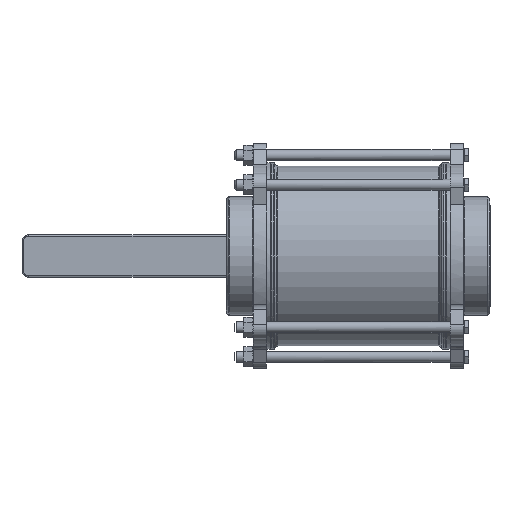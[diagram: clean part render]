
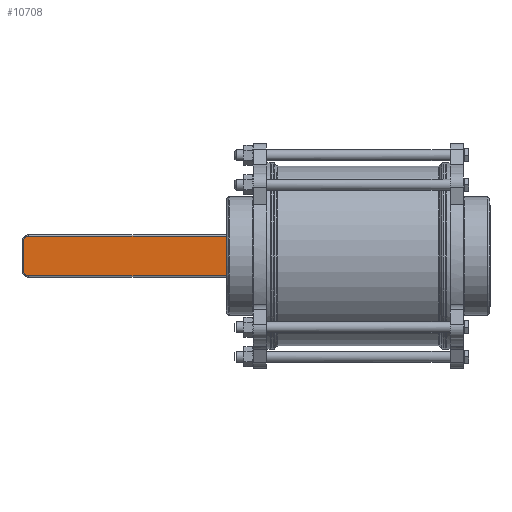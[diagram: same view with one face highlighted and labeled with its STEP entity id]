
A CAD part, front view. The second image highlights one B-rep face of the part: STEP entity #10708.
In plain terms, the highlighted planar face has unit normal (0, -1, 0).
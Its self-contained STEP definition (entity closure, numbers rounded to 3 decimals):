
#767=PLANE('',#11866);
#1650=FACE_OUTER_BOUND('',#2322,.T.);
#2322=EDGE_LOOP('',(#9397,#9398,#9399,#9400,#9401,#9402));
#3132=LINE('',#18858,#3940);
#3135=LINE('',#18873,#3943);
#3137=LINE('',#18885,#3945);
#3138=LINE('',#18887,#3946);
#3940=VECTOR('',#14414,10.);
#3943=VECTOR('',#14431,10.);
#3945=VECTOR('',#14445,10.);
#3946=VECTOR('',#14448,10.);
#4472=CIRCLE('',#11857,4.);
#4476=CIRCLE('',#11863,4.);
#5329=VERTEX_POINT('',#18855);
#5330=VERTEX_POINT('',#18857);
#5332=VERTEX_POINT('',#18863);
#5334=VERTEX_POINT('',#18869);
#5336=VERTEX_POINT('',#18875);
#5338=VERTEX_POINT('',#18881);
#6701=EDGE_CURVE('',#5329,#5330,#3132,.T.);
#6706=EDGE_CURVE('',#5330,#5332,#4472,.T.);
#6709=EDGE_CURVE('',#5332,#5334,#3135,.T.);
#6712=EDGE_CURVE('',#5334,#5336,#4476,.T.);
#6715=EDGE_CURVE('',#5336,#5338,#3137,.T.);
#6716=EDGE_CURVE('',#5338,#5329,#3138,.T.);
#9397=ORIENTED_EDGE('',*,*,#6715,.F.);
#9398=ORIENTED_EDGE('',*,*,#6712,.F.);
#9399=ORIENTED_EDGE('',*,*,#6709,.F.);
#9400=ORIENTED_EDGE('',*,*,#6706,.F.);
#9401=ORIENTED_EDGE('',*,*,#6701,.F.);
#9402=ORIENTED_EDGE('',*,*,#6716,.F.);
#10708=ADVANCED_FACE('',(#1650),#767,.T.);
#11857=AXIS2_PLACEMENT_3D('',#18867,#14424,#14425);
#11863=AXIS2_PLACEMENT_3D('',#18879,#14438,#14439);
#11866=AXIS2_PLACEMENT_3D('',#18886,#14446,#14447);
#14414=DIRECTION('',(0.,0.,-1.));
#14424=DIRECTION('center_axis',(0.,1.,0.));
#14425=DIRECTION('ref_axis',(0.707,0.,-0.707));
#14431=DIRECTION('',(-1.,0.,0.));
#14438=DIRECTION('center_axis',(0.,1.,0.));
#14439=DIRECTION('ref_axis',(-0.707,0.,-0.707));
#14445=DIRECTION('',(0.,0.,1.));
#14446=DIRECTION('center_axis',(0.,-1.,0.));
#14447=DIRECTION('ref_axis',(-1.,0.,0.));
#14448=DIRECTION('',(1.,0.,0.));
#18855=CARTESIAN_POINT('',(15.,32.503,-50.866));
#18857=CARTESIAN_POINT('',(15.,32.503,-247.616));
#18858=CARTESIAN_POINT('',(15.,32.503,-50.866));
#18863=CARTESIAN_POINT('',(11.,32.503,-251.616));
#18867=CARTESIAN_POINT('Origin',(11.,32.503,-247.616));
#18869=CARTESIAN_POINT('',(-11.,32.503,-251.616));
#18873=CARTESIAN_POINT('',(8.,32.503,-251.616));
#18875=CARTESIAN_POINT('',(-15.,32.503,-247.616));
#18879=CARTESIAN_POINT('Origin',(-11.,32.503,-247.616));
#18881=CARTESIAN_POINT('',(-15.,32.503,-50.866));
#18885=CARTESIAN_POINT('',(-15.,32.503,-50.866));
#18886=CARTESIAN_POINT('Origin',(16.,32.503,-50.866));
#18887=CARTESIAN_POINT('',(-16.,32.503,-50.866));
